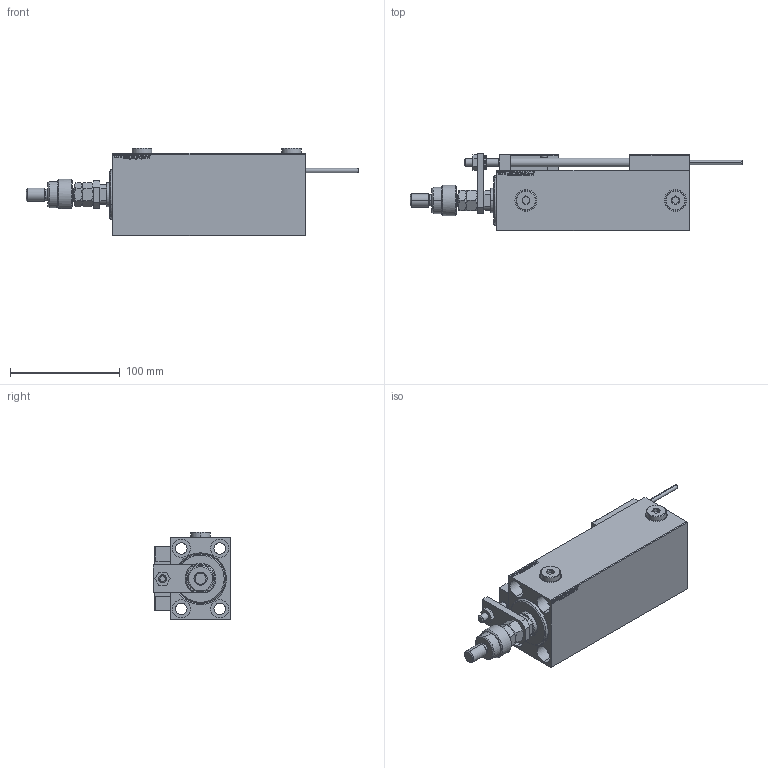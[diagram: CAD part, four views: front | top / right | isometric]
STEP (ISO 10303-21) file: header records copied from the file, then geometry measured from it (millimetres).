
FILE_DESCRIPTION (( 'STEP AP203' ), '1' );
FILE_NAME ('f67b.STEP', '2024-02-13T04:09:21', ( '' ), ( '' ), 'SwSTEP 2.0', 'SolidWorks 2019', '' );
FILE_SCHEMA (( 'CONFIG_CONTROL_DESIGN' ));
Length unit declared in the file: millimetre
Products named in the file (19): SWITCH_X_FRONT_BACK 7f0ed739544c01e1dc5b443dc93f9b22; f67b; X_Y_DFA 7f0ed739544c01e1dc5b443dc93f9b22; Zatka_OIL_PORT 7f0ed739544c01e1dc5b443dc93f9b22; Block 7f0ed739544c01e1dc5b443dc93f9b22; FEMALE_PART_FOR_DFA 7f0ed739544c01e1dc5b443dc93f9b22; NUT_D12 7f0ed739544c01e1dc5b443dc93f9b22; V450CM_VC_B 7f0ed739544c01e1dc5b443dc93f9b22; ALLEN BOLT D8 7f0ed739544c01e1dc5b443dc93f9b22; V450CM_C_VCP 7f0ed739544c01e1dc5b443dc93f9b22; KONCOVKA 7f0ed739544c01e1dc5b443dc93f9b22; ZARAZKA 7f0ed739544c01e1dc5b443dc93f9b22; ALLEN BOLT D5 7f0ed739544c01e1dc5b443dc93f9b22; V450CM_C_Body 7f0ed739544c01e1dc5b443dc93f9b22; SWITCH X 7f0ed739544c01e1dc5b443dc93f9b22; MAGNET 7f0ed739544c01e1dc5b443dc93f9b22; MFA 7f0ed739544c01e1dc5b443dc93f9b22; TYC_L79 7f0ed739544c01e1dc5b443dc93f9b22; SWITCH DIM B,W 7f0ed739544c01e1dc5b443dc93f9b22
Assembly tree (29 placements, depth 3):
  f67b
    V450CM_C_Body 7f0ed739544c01e1dc5b443dc93f9b22
    SWITCH X 7f0ed739544c01e1dc5b443dc93f9b22
      SWITCH_X_FRONT_BACK 7f0ed739544c01e1dc5b443dc93f9b22  x2
      TYC_L79 7f0ed739544c01e1dc5b443dc93f9b22
      Block 7f0ed739544c01e1dc5b443dc93f9b22  x2
      ALLEN BOLT D5 7f0ed739544c01e1dc5b443dc93f9b22  x4
      ALLEN BOLT D8 7f0ed739544c01e1dc5b443dc93f9b22  x4
      MAGNET 7f0ed739544c01e1dc5b443dc93f9b22  x2
      KONCOVKA 7f0ed739544c01e1dc5b443dc93f9b22  x2
    NUT_D12 7f0ed739544c01e1dc5b443dc93f9b22
    SWITCH DIM B,W 7f0ed739544c01e1dc5b443dc93f9b22
    ZARAZKA 7f0ed739544c01e1dc5b443dc93f9b22
    V450CM_C_VCP 7f0ed739544c01e1dc5b443dc93f9b22
    V450CM_VC_B 7f0ed739544c01e1dc5b443dc93f9b22
    X_Y_DFA 7f0ed739544c01e1dc5b443dc93f9b22
      FEMALE_PART_FOR_DFA 7f0ed739544c01e1dc5b443dc93f9b22
      MFA 7f0ed739544c01e1dc5b443dc93f9b22
    Zatka_OIL_PORT 7f0ed739544c01e1dc5b443dc93f9b22  x2
Bounding box: 302 x 70.5 x 79.9 mm (x, y, z)
Volume: 670005 mm3; surface area: 153097.3 mm2
Topology: 27 solids, 27 shells, 1421 faces, 3370 edges, 2139 vertices
Faces by surface type: plane 622, bspline 380, cylinder 217, cone 150, torus 48, sphere 4
Entity records: 54309 total; most frequent: CARTESIAN_POINT 27004, ORIENTED_EDGE 5680, DIRECTION 4010, EDGE_CURVE 2840, VERTEX_POINT 1839, VECTOR 1592, LINE 1592, EDGE_LOOP 1323
